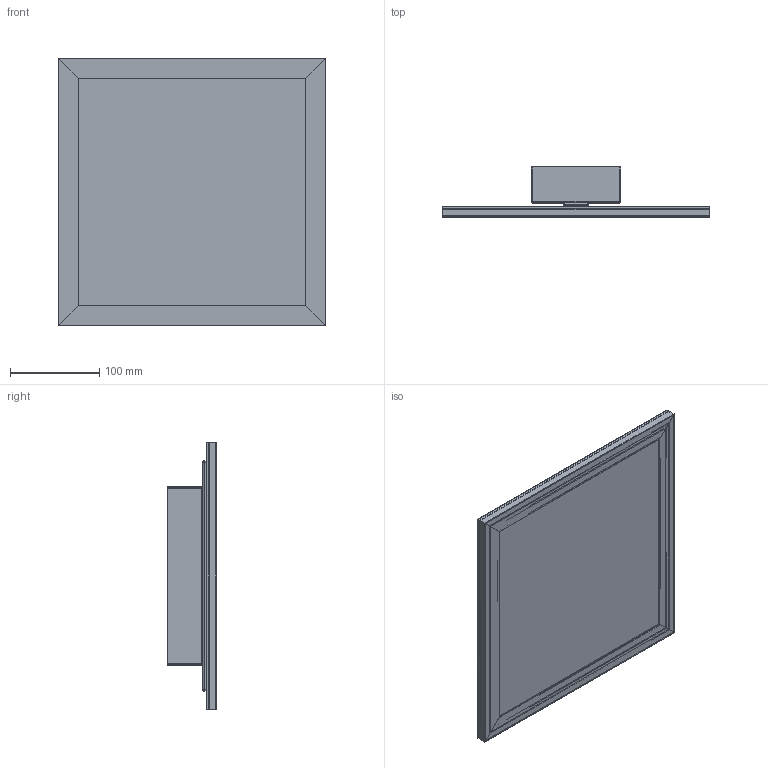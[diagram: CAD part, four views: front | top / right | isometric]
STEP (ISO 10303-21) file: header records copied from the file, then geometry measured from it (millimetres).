
FILE_DESCRIPTION (( 'STEP AP214' ), '1' );
FILE_NAME ('SUNatHOME Planon Plus 30x30_d.STEP', '2021-08-17T11:30:56', ( '' ), ( '' ), 'SwSTEP 2.0', 'SolidWorks 2020', '' );
FILE_SCHEMA (( 'AUTOMOTIVE_DESIGN' ));
Length unit declared in the file: millimetre
Products named in the file (1): SUNatHOME Planon Plus 30x30_d
Bounding box: 300 x 55.6 x 300 mm (x, y, z)
Volume: 190148.3 mm3; surface area: 562873.8 mm2
Topology: 12 solids, 12 shells, 447 faces, 1211 edges, 790 vertices
Faces by surface type: plane 234, cylinder 185, sphere 16, bspline 12
Entity records: 19767 total; most frequent: CARTESIAN_POINT 4011, ORIENTED_EDGE 2422, DIRECTION 2013, EDGE_CURVE 1211, VERTEX_POINT 790, VECTOR 761, LINE 761, AXIS2_PLACEMENT_3D 626
